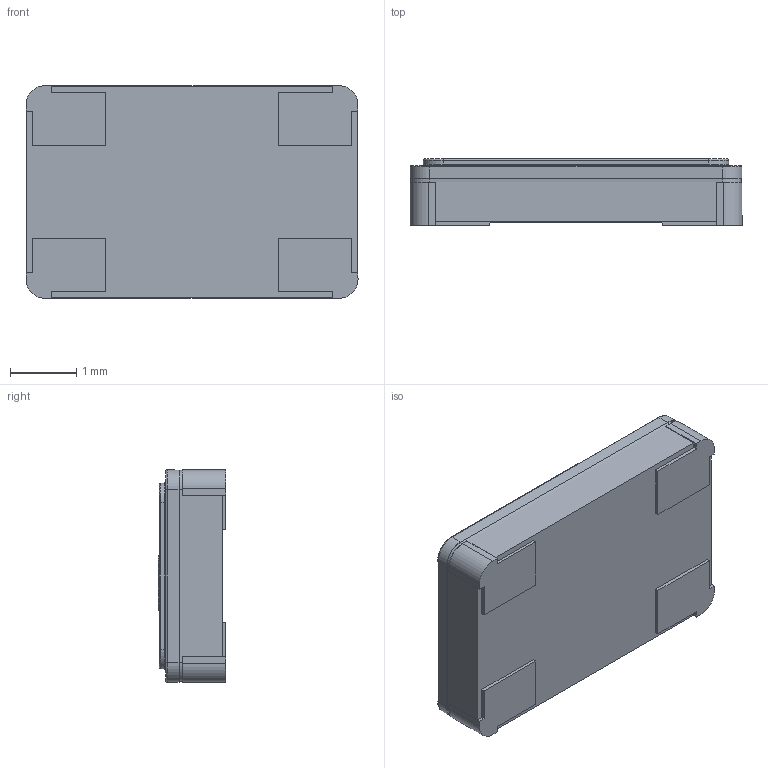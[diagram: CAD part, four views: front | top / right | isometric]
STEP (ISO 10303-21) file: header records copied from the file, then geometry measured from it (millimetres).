
FILE_DESCRIPTION (( 'STEP AP214' ), '1' );
FILE_NAME ('User Library-GeyerElectronics_KX9A.STEP', '2017-08-25T12:45:39', ( 'Windows User' ), ( '' ), 'SwSTEP 2.0', 'SolidWorks 2017', '' );
FILE_SCHEMA (( 'AUTOMOTIVE_DESIGN' ));
Length unit declared in the file: millimetre
Products named in the file (1): User Library-GeyerElectronics_KX9A
Bounding box: 5 x 1.01 x 3.2 mm (x, y, z)
Volume: 14.9 mm3; surface area: 47.5 mm2
Topology: 1 solids, 1 shells, 171 faces, 449 edges, 290 vertices
Faces by surface type: plane 90, bspline 41, cylinder 28, torus 12
Entity records: 9545 total; most frequent: CARTESIAN_POINT 3643, ORIENTED_EDGE 898, DIRECTION 696, EDGE_CURVE 449, VECTOR 298, LINE 298, VERTEX_POINT 290, AXIS2_PLACEMENT_3D 199
